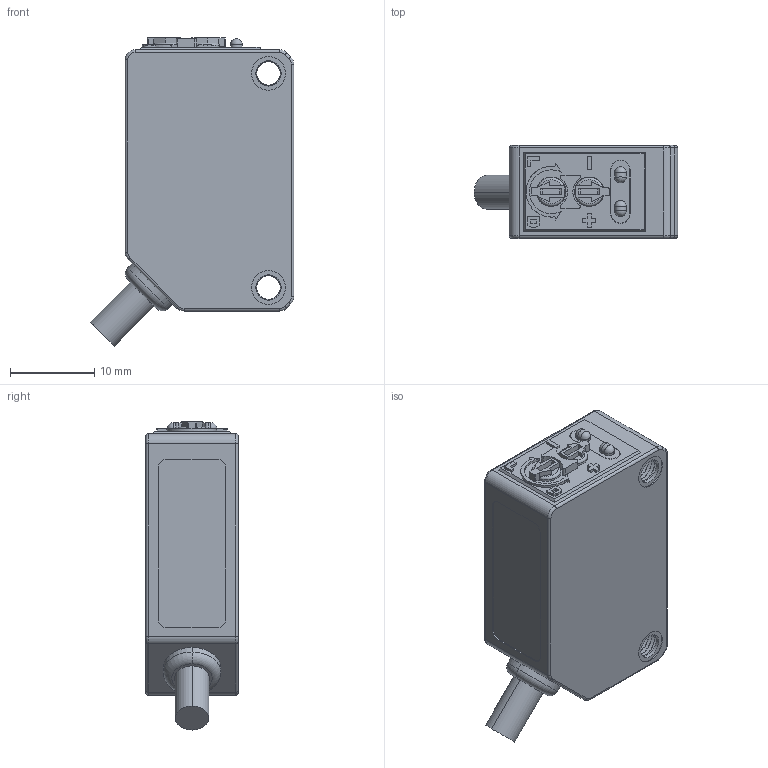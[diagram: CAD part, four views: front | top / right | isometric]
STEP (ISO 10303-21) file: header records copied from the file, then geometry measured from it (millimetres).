
FILE_DESCRIPTION((''),'2;1');
FILE_NAME('PRT0010','2021-12-25T',('EDY'),(''),'CREO PARAMETRIC BY PTC INC, 2018070','CREO PARAMETRIC BY PTC INC, 2018070','');
FILE_SCHEMA(('CONFIG_CONTROL_DESIGN'));
Length unit declared in the file: millimetre
Products named in the file (1): PRT0010
Bounding box: 24.14 x 11 x 36.54 mm (x, y, z)
Volume: 6554.6 mm3; surface area: 2982.1 mm2
Topology: 1 solids, 1 shells, 431 faces, 1157 edges, 761 vertices
Faces by surface type: plane 194, cylinder 179, bspline 30, torus 22, sphere 4, cone 2
Entity records: 20205 total; most frequent: CARTESIAN_POINT 9601, ORIENTED_EDGE 2306, DIRECTION 2000, EDGE_CURVE 1153, VERTEX_POINT 761, AXIS2_PLACEMENT_3D 680, VECTOR 640, LINE 640
